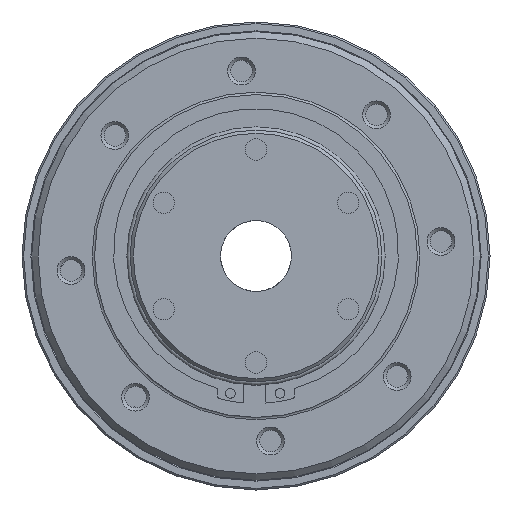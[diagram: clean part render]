
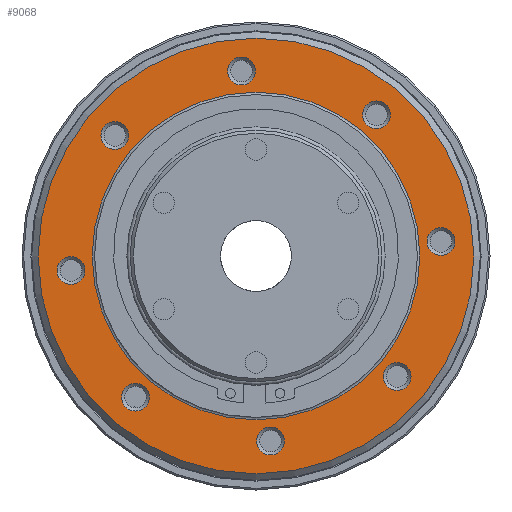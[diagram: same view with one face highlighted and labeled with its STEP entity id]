
A CAD part, left-side view. The second image highlights one B-rep face of the part: STEP entity #9068.
In plain terms, the highlighted planar face has unit normal (-1, 0, 0).
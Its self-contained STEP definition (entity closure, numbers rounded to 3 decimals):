
#1739=PLANE('',#10325);
#2454=ORIENTED_EDGE('',*,*,#4814,.T.);
#2455=ORIENTED_EDGE('',*,*,#4815,.T.);
#2456=ORIENTED_EDGE('',*,*,#4816,.T.);
#2457=ORIENTED_EDGE('',*,*,#4817,.T.);
#2458=ORIENTED_EDGE('',*,*,#4818,.T.);
#2459=ORIENTED_EDGE('',*,*,#4819,.T.);
#2460=ORIENTED_EDGE('',*,*,#4820,.T.);
#2461=ORIENTED_EDGE('',*,*,#4821,.T.);
#2462=ORIENTED_EDGE('',*,*,#4822,.T.);
#2463=ORIENTED_EDGE('',*,*,#4823,.F.);
#4814=EDGE_CURVE('',#6031,#6031,#6942,.F.);
#4815=EDGE_CURVE('',#6032,#6032,#6943,.T.);
#4816=EDGE_CURVE('',#6033,#6033,#6944,.T.);
#4817=EDGE_CURVE('',#6034,#6034,#6945,.T.);
#4818=EDGE_CURVE('',#6035,#6035,#6946,.T.);
#4819=EDGE_CURVE('',#6036,#6036,#6947,.T.);
#4820=EDGE_CURVE('',#6037,#6037,#6948,.T.);
#4821=EDGE_CURVE('',#6038,#6038,#6949,.T.);
#4822=EDGE_CURVE('',#6039,#6039,#6950,.T.);
#4823=EDGE_CURVE('',#6040,#6040,#6951,.T.);
#6031=VERTEX_POINT('',#13925);
#6032=VERTEX_POINT('',#13927);
#6033=VERTEX_POINT('',#13929);
#6034=VERTEX_POINT('',#13931);
#6035=VERTEX_POINT('',#13933);
#6036=VERTEX_POINT('',#13935);
#6037=VERTEX_POINT('',#13937);
#6038=VERTEX_POINT('',#13939);
#6039=VERTEX_POINT('',#13941);
#6040=VERTEX_POINT('',#13943);
#6942=CIRCLE('',#10326,67.5);
#6943=CIRCLE('',#10327,4.324);
#6944=CIRCLE('',#10328,4.324);
#6945=CIRCLE('',#10329,4.324);
#6946=CIRCLE('',#10330,4.324);
#6947=CIRCLE('',#10331,4.324);
#6948=CIRCLE('',#10332,4.324);
#6949=CIRCLE('',#10333,4.324);
#6950=CIRCLE('',#10334,4.324);
#6951=CIRCLE('',#10335,50.75);
#7313=EDGE_LOOP('',(#2454));
#7314=EDGE_LOOP('',(#2455));
#7315=EDGE_LOOP('',(#2456));
#7316=EDGE_LOOP('',(#2457));
#7317=EDGE_LOOP('',(#2458));
#7318=EDGE_LOOP('',(#2459));
#7319=EDGE_LOOP('',(#2460));
#7320=EDGE_LOOP('',(#2461));
#7321=EDGE_LOOP('',(#2462));
#7322=EDGE_LOOP('',(#2463));
#8191=FACE_BOUND('',#7313,.T.);
#8192=FACE_BOUND('',#7314,.T.);
#8193=FACE_BOUND('',#7315,.T.);
#8194=FACE_BOUND('',#7316,.T.);
#8195=FACE_BOUND('',#7317,.T.);
#8196=FACE_BOUND('',#7318,.T.);
#8197=FACE_BOUND('',#7319,.T.);
#8198=FACE_BOUND('',#7320,.T.);
#8199=FACE_BOUND('',#7321,.T.);
#8200=FACE_BOUND('',#7322,.T.);
#9068=ADVANCED_FACE('',(#8191,#8192,#8193,#8194,#8195,#8196,#8197,#8198,
#8199,#8200),#1739,.F.);
#10325=AXIS2_PLACEMENT_3D('',#13923,#11533,#11534);
#10326=AXIS2_PLACEMENT_3D('',#13924,#11535,#11536);
#10327=AXIS2_PLACEMENT_3D('',#13926,#11537,#11538);
#10328=AXIS2_PLACEMENT_3D('',#13928,#11539,#11540);
#10329=AXIS2_PLACEMENT_3D('',#13930,#11541,#11542);
#10330=AXIS2_PLACEMENT_3D('',#13932,#11543,#11544);
#10331=AXIS2_PLACEMENT_3D('',#13934,#11545,#11546);
#10332=AXIS2_PLACEMENT_3D('',#13936,#11547,#11548);
#10333=AXIS2_PLACEMENT_3D('',#13938,#11549,#11550);
#10334=AXIS2_PLACEMENT_3D('',#13940,#11551,#11552);
#10335=AXIS2_PLACEMENT_3D('',#13942,#11553,#11554);
#11533=DIRECTION('',(1.,0.,0.));
#11534=DIRECTION('',(0.,0.,-1.));
#11535=DIRECTION('',(1.,0.,0.));
#11536=DIRECTION('',(0.,0.,-1.));
#11537=DIRECTION('',(1.,0.,0.));
#11538=DIRECTION('',(0.,0.,-1.));
#11539=DIRECTION('',(1.,0.,0.));
#11540=DIRECTION('',(0.,0.,-1.));
#11541=DIRECTION('',(1.,0.,0.));
#11542=DIRECTION('',(0.,0.,-1.));
#11543=DIRECTION('',(1.,0.,0.));
#11544=DIRECTION('',(0.,0.,-1.));
#11545=DIRECTION('',(1.,0.,0.));
#11546=DIRECTION('',(0.,0.,-1.));
#11547=DIRECTION('',(1.,0.,0.));
#11548=DIRECTION('',(0.,0.,-1.));
#11549=DIRECTION('',(1.,0.,0.));
#11550=DIRECTION('',(0.,0.,-1.));
#11551=DIRECTION('',(1.,0.,0.));
#11552=DIRECTION('',(0.,0.,-1.));
#11553=DIRECTION('',(-1.,0.,0.));
#11554=DIRECTION('',(0.,0.,1.));
#13923=CARTESIAN_POINT('',(22.,0.,69.5));
#13924=CARTESIAN_POINT('',(22.,0.,0.));
#13925=CARTESIAN_POINT('',(22.,0.,-67.5));
#13926=CARTESIAN_POINT('',(22.,43.723,37.343));
#13927=CARTESIAN_POINT('',(22.,43.723,33.02));
#13928=CARTESIAN_POINT('',(22.,4.511,57.323));
#13929=CARTESIAN_POINT('',(22.,4.511,52.999));
#13930=CARTESIAN_POINT('',(22.,-37.343,43.723));
#13931=CARTESIAN_POINT('',(22.,-37.343,39.4));
#13932=CARTESIAN_POINT('',(22.,-57.323,4.511));
#13933=CARTESIAN_POINT('',(22.,-57.323,0.188));
#13934=CARTESIAN_POINT('',(22.,57.323,-4.511));
#13935=CARTESIAN_POINT('',(22.,57.323,-8.835));
#13936=CARTESIAN_POINT('',(22.,-43.723,-37.343));
#13937=CARTESIAN_POINT('',(22.,-43.723,-41.667));
#13938=CARTESIAN_POINT('',(22.,37.343,-43.723));
#13939=CARTESIAN_POINT('',(22.,37.343,-48.047));
#13940=CARTESIAN_POINT('',(22.,-4.511,-57.323));
#13941=CARTESIAN_POINT('',(22.,-4.511,-61.646));
#13942=CARTESIAN_POINT('',(22.,0.,0.));
#13943=CARTESIAN_POINT('',(22.,0.,50.75));
